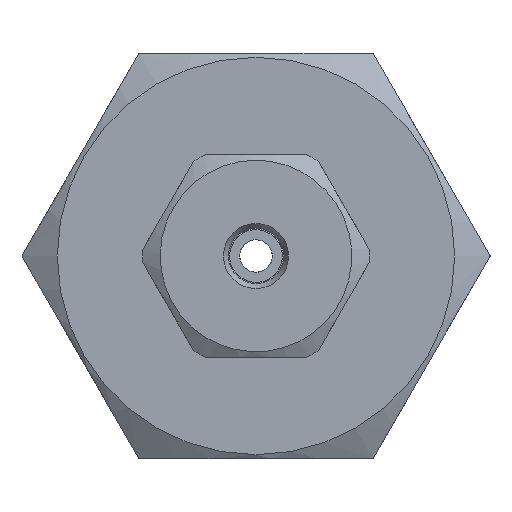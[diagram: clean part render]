
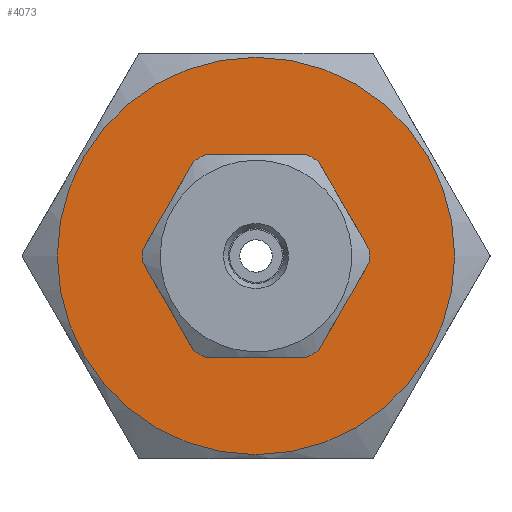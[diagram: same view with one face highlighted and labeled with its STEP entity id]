
A CAD part, left-side view. The second image highlights one B-rep face of the part: STEP entity #4073.
In plain terms, the highlighted planar face has unit normal (-1, 0, 0).
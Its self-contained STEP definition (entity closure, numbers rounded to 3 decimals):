
#4046=CARTESIAN_POINT('',(0.,3.112,0.));
#4047=DIRECTION('',(-1.0,0.0,0.0));
#4048=DIRECTION('',(0.0,0.0,1.0));
#4049=AXIS2_PLACEMENT_3D('',#4046,#4047,#4048);
#4050=PLANE('',#4049);
#4051=CARTESIAN_POINT('',(0.,6.223,0.));
#4052=VERTEX_POINT('',#4051);
#4053=CARTESIAN_POINT('',(0.,0.,0.));
#4054=DIRECTION('',(1.0,0.0,0.0));
#4055=DIRECTION('',(0.0,1.0,0.0));
#4056=AXIS2_PLACEMENT_3D('',#4053,#4054,#4055);
#4057=CIRCLE('',#4056,6.223);
#4058=EDGE_CURVE('',#4052,#4052,#4057,.T.);
#4059=ORIENTED_EDGE('',*,*,#4058,.F.);
#4060=EDGE_LOOP('',(#4059));
#4061=FACE_OUTER_BOUND('',#4060,.T.);
#4062=CARTESIAN_POINT('',(0.,-2.5,0.));
#4063=VERTEX_POINT('',#4062);
#4064=CARTESIAN_POINT('',(0.,0.,0.));
#4065=DIRECTION('',(1.0,0.0,0.0));
#4066=DIRECTION('',(0.0,-1.0,0.0));
#4067=AXIS2_PLACEMENT_3D('',#4064,#4065,#4066);
#4068=CIRCLE('',#4067,2.5);
#4069=EDGE_CURVE('',#4063,#4063,#4068,.T.);
#4070=ORIENTED_EDGE('',*,*,#4069,.T.);
#4071=EDGE_LOOP('',(#4070));
#4072=FACE_BOUND('',#4071,.T.);
#4073=ADVANCED_FACE('',(#4061,#4072),#4050,.T.);
